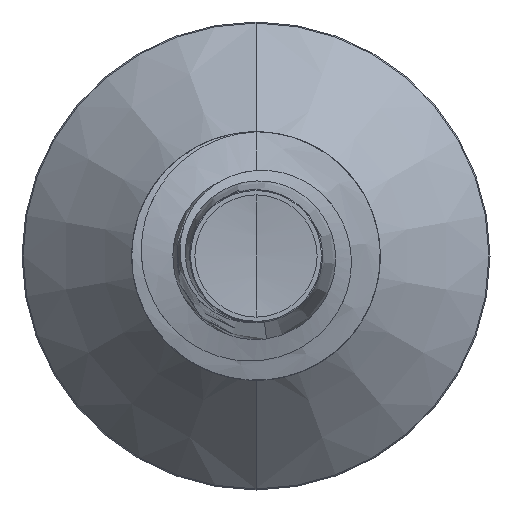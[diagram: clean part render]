
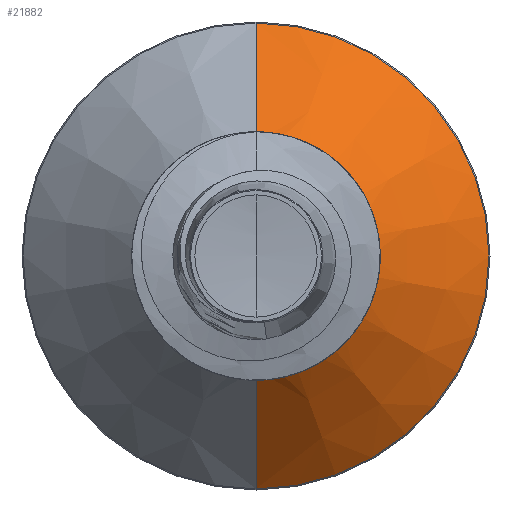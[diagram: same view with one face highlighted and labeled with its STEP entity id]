
A CAD part, front view. The second image highlights one B-rep face of the part: STEP entity #21882.
In plain terms, the highlighted conical face has half-angle 45 degrees and reference radius 2.744 mm.
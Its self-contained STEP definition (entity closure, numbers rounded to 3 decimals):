
#580 = ORIENTED_EDGE ( 'NONE', *, *, #23167, .F. ) ;
#604 = CARTESIAN_POINT ( 'NONE',  ( 0., 28.745, 0. ) ) ;
#3017 = AXIS2_PLACEMENT_3D ( 'NONE', #4613, #21260, #7680 ) ;
#3635 = AXIS2_PLACEMENT_3D ( 'NONE', #604, #19110, #4163 ) ;
#3694 = VERTEX_POINT ( 'NONE', #11874 ) ;
#3821 = CARTESIAN_POINT ( 'NONE',  ( 0., 31.624, 5.624 ) ) ;
#4163 = DIRECTION ( 'NONE',  ( 0., 0., 1. ) ) ;
#4613 = CARTESIAN_POINT ( 'NONE',  ( 0., 31.624, 0. ) ) ;
#5566 = AXIS2_PLACEMENT_3D ( 'NONE', #26526, #21942, #23569 ) ;
#7403 = VECTOR ( 'NONE', #19761, 1000. ) ;
#7680 = DIRECTION ( 'NONE',  ( 0., 0., 1. ) ) ;
#8848 = CARTESIAN_POINT ( 'NONE',  ( 0., 28.745, -2.745 ) ) ;
#11162 = EDGE_LOOP ( 'NONE', ( #14920, #20371, #24759, #580 ) ) ;
#11874 = CARTESIAN_POINT ( 'NONE',  ( 0., 28.745, 2.745 ) ) ;
#14920 = ORIENTED_EDGE ( 'NONE', *, *, #23626, .T. ) ;
#17691 = CIRCLE ( 'NONE', #3017, 5.624 ) ;
#17817 = CARTESIAN_POINT ( 'NONE',  ( 0., 28.745, 2.745 ) ) ;
#18326 = CONICAL_SURFACE ( 'NONE', #5566, 2.745, 0.785 ) ;
#19110 = DIRECTION ( 'NONE',  ( 0., 1., 0. ) ) ;
#19219 = VERTEX_POINT ( 'NONE', #3821 ) ;
#19289 = CARTESIAN_POINT ( 'NONE',  ( 0., 28.745, -2.745 ) ) ;
#19761 = DIRECTION ( 'NONE',  ( 0., 0.707, 0.707 ) ) ;
#19818 = LINE ( 'NONE', #17817, #7403 ) ;
#20371 = ORIENTED_EDGE ( 'NONE', *, *, #24140, .T. ) ;
#21260 = DIRECTION ( 'NONE',  ( 0., 1., 0. ) ) ;
#21271 = CIRCLE ( 'NONE', #3635, 2.745 ) ;
#21882 = ADVANCED_FACE ( 'NONE', ( #27979 ), #18326, .T. ) ;
#21942 = DIRECTION ( 'NONE',  ( 0., 1., 0. ) ) ;
#22885 = DIRECTION ( 'NONE',  ( 0., 0.707, -0.707 ) ) ;
#23167 = EDGE_CURVE ( 'NONE', #3694, #19219, #19818, .T. ) ;
#23569 = DIRECTION ( 'NONE',  ( 0., 0., 1. ) ) ;
#23626 = EDGE_CURVE ( 'NONE', #3694, #28231, #21271, .T. ) ;
#24140 = EDGE_CURVE ( 'NONE', #28231, #27390, #26639, .T. ) ;
#24174 = EDGE_CURVE ( 'NONE', #19219, #27390, #17691, .T. ) ;
#24759 = ORIENTED_EDGE ( 'NONE', *, *, #24174, .F. ) ;
#26191 = VECTOR ( 'NONE', #22885, 1000. ) ;
#26526 = CARTESIAN_POINT ( 'NONE',  ( 0., 28.745, 0. ) ) ;
#26639 = LINE ( 'NONE', #19289, #26191 ) ;
#26667 = CARTESIAN_POINT ( 'NONE',  ( 0., 31.624, -5.624 ) ) ;
#27390 = VERTEX_POINT ( 'NONE', #26667 ) ;
#27979 = FACE_OUTER_BOUND ( 'NONE', #11162, .T. ) ;
#28231 = VERTEX_POINT ( 'NONE', #8848 ) ;
